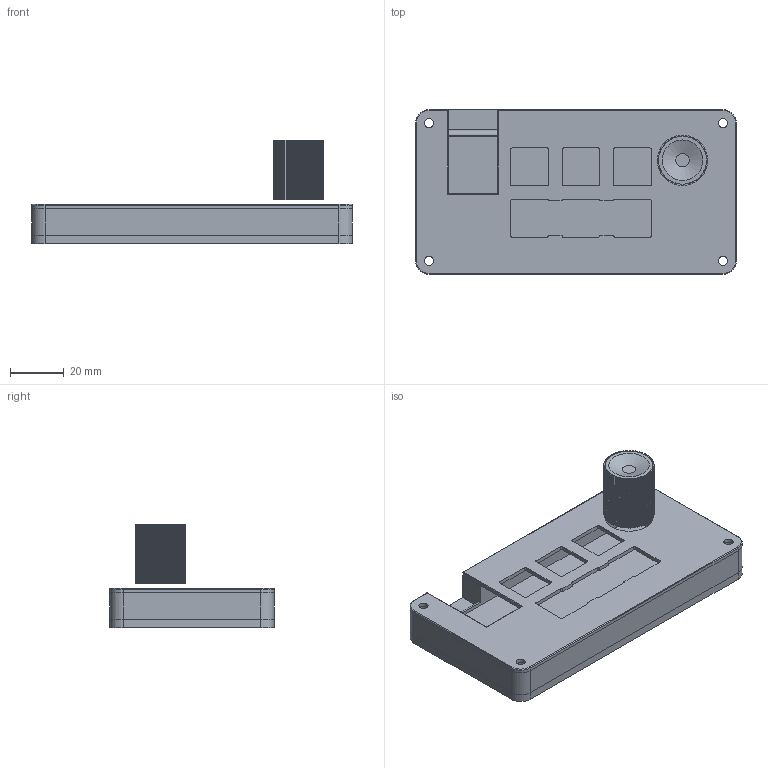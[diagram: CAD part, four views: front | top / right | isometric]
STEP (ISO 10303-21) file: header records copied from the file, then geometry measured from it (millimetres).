
FILE_DESCRIPTION(/* description */ ('STEP AP242 Edition 2','CAx-IF Rec.Pracs.---Representation and Presentation of Product Manufacturing Information (PMI)---4.0---2014-10-13','CAx-IF Rec.Pracs.---3D Tessellated Geometry---0.4---2014-09-14','2;1','CAx-IF Rec.Pracs.---User Defined Attributes---1.5---2016-08-15'),/* implementation_level */ '2;1');
FILE_NAME(/* name */ '6980fb1b783d643e99266e82',/* time_stamp */ '2026-02-02T19:29:32Z',/* author */ (''),/* organization */ (''),/* preprocessor_version */ 'ST-DEVELOPER v20',/* originating_system */ 'ONSHAPE BY PTC INC, 1.210',/* authorisation */ ' ');
FILE_SCHEMA (('AP242_MANAGED_MODEL_BASED_3D_ENGINEERING_MIM_LF { 1 0 10303 442 3 1 4 }'));
Length unit declared in the file: metre
Products named in the file (6): Assembly 3; Part 1; Part 7; Part 2
Assembly tree (5 placements, depth 2):
  Assembly 3
    Part 1
    Part 7
    Part 1
    Part 2
    Part 1
Bounding box: 119 x 61 x 38.23 mm (x, y, z)
Volume: 68037.9 mm3; surface area: 51484.4 mm2
Topology: 5 solids, 5 shells, 473 faces, 1357 edges, 898 vertices
Faces by surface type: plane 290, cylinder 176, torus 4, sphere 2, cone 1
Full cylindrical faces by diameter (mm): 3.4 x8, 6 x8, 13.5 x1, 17.75 x1
Entity records: 15579 total; most frequent: CARTESIAN_POINT 2713, ORIENTED_EDGE 2672, DIRECTION 2650, EDGE_CURVE 1336, LINE 980, VECTOR 980, VERTEX_POINT 898, AXIS2_PLACEMENT_3D 835
